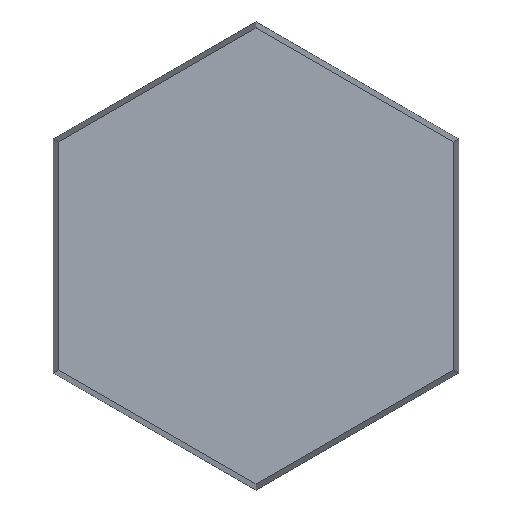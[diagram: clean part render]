
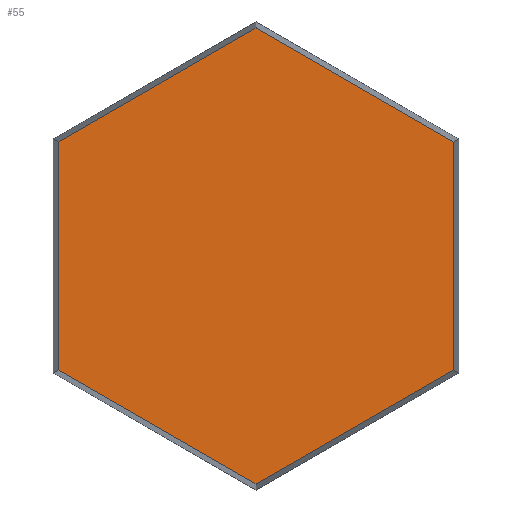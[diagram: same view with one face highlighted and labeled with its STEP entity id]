
A CAD part, front view. The second image highlights one B-rep face of the part: STEP entity #55.
In plain terms, the highlighted planar face has unit normal (0, -1, 0).
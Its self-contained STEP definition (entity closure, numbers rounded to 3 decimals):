
#55 = ADVANCED_FACE( '', ( #107 ), #108, .F. );
#107 = FACE_OUTER_BOUND( '', #150, .T. );
#108 = PLANE( '', #151 );
#150 = EDGE_LOOP( '', ( #230, #231, #232, #233, #234, #235 ) );
#151 = AXIS2_PLACEMENT_3D( '', #236, #237, #238 );
#230 = ORIENTED_EDGE( '', *, *, #268, .F. );
#231 = ORIENTED_EDGE( '', *, *, #255, .F. );
#232 = ORIENTED_EDGE( '', *, *, #265, .F. );
#233 = ORIENTED_EDGE( '', *, *, #259, .F. );
#234 = ORIENTED_EDGE( '', *, *, #250, .F. );
#235 = ORIENTED_EDGE( '', *, *, #244, .F. );
#236 = CARTESIAN_POINT( '', ( 0., 0., 0. ) );
#237 = DIRECTION( '', ( 0., 1., 0. ) );
#238 = DIRECTION( '', ( 0., 0., 1. ) );
#244 = EDGE_CURVE( '', #278, #280, #281, .T. );
#250 = EDGE_CURVE( '', #280, #289, #290, .T. );
#255 = EDGE_CURVE( '', #296, #298, #299, .T. );
#259 = EDGE_CURVE( '', #289, #304, #305, .T. );
#265 = EDGE_CURVE( '', #304, #296, #312, .T. );
#268 = EDGE_CURVE( '', #298, #278, #315, .T. );
#278 = VERTEX_POINT( '', #326 );
#280 = VERTEX_POINT( '', #329 );
#281 = LINE( '', #330, #331 );
#289 = VERTEX_POINT( '', #341 );
#290 = LINE( '', #342, #343 );
#296 = VERTEX_POINT( '', #351 );
#298 = VERTEX_POINT( '', #354 );
#299 = LINE( '', #355, #356 );
#304 = VERTEX_POINT( '', #363 );
#305 = LINE( '', #364, #365 );
#312 = LINE( '', #374, #375 );
#315 = LINE( '', #379, #380 );
#326 = CARTESIAN_POINT( '', ( -12.173, 0., 7.028 ) );
#329 = CARTESIAN_POINT( '', ( 0., 0., 14.056 ) );
#330 = CARTESIAN_POINT( '', ( -6.086, 0., 10.542 ) );
#331 = VECTOR( '', #388, 1000. );
#341 = CARTESIAN_POINT( '', ( 12.173, 0., 7.028 ) );
#342 = CARTESIAN_POINT( '', ( 6.086, 0., 10.542 ) );
#343 = VECTOR( '', #394, 1000. );
#351 = CARTESIAN_POINT( '', ( 0., 0., -14.056 ) );
#354 = CARTESIAN_POINT( '', ( -12.173, 0., -7.028 ) );
#355 = CARTESIAN_POINT( '', ( -6.086, 0., -10.542 ) );
#356 = VECTOR( '', #398, 1000. );
#363 = CARTESIAN_POINT( '', ( 12.173, 0., -7.028 ) );
#364 = CARTESIAN_POINT( '', ( 12.173, 0., 0. ) );
#365 = VECTOR( '', #401, 1000. );
#374 = CARTESIAN_POINT( '', ( 6.086, 0., -10.542 ) );
#375 = VECTOR( '', #407, 1000. );
#379 = CARTESIAN_POINT( '', ( -12.173, 0., 0. ) );
#380 = VECTOR( '', #409, 1000. );
#388 = DIRECTION( '', ( 0.866, 0., 0.5 ) );
#394 = DIRECTION( '', ( 0.866, 0., -0.5 ) );
#398 = DIRECTION( '', ( -0.866, 0., 0.5 ) );
#401 = DIRECTION( '', ( 0., 0., -1. ) );
#407 = DIRECTION( '', ( -0.866, 0., -0.5 ) );
#409 = DIRECTION( '', ( 0., 0., 1. ) );
